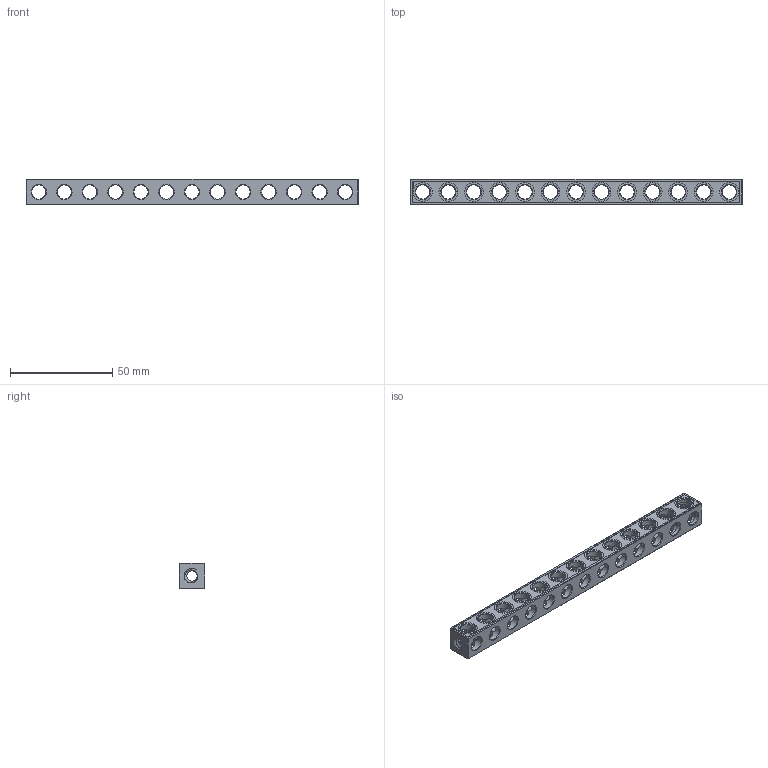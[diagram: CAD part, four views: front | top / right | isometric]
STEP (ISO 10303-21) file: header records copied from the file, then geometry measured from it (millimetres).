
FILE_DESCRIPTION(('FreeCAD Model'),'2;1');
FILE_NAME('Open CASCADE Shape Model','2021-07-01T22:46:03',( 'Paulo Kiefe'),('STEMFIE.org'),'Open CASCADE STEP processor 7.4', 'FreeCAD','Unknown');
FILE_SCHEMA(('AUTOMOTIVE_DESIGN { 1 0 10303 214 1 1 1 1 }'));
Products named in the file (1): Beam_STR_ESS_ERHRH_DE_BU13x01x01_-_SPN-BEM-0812_(stemfie.org)
Bounding box: 162.5 x 12.5 x 12.5 mm (x, y, z)
Volume: 12821.5 mm3; surface area: 11865.8 mm2
Topology: 1 solids, 1 shells, 685 faces, 2082 edges, 1394 vertices
Faces by surface type: plane 358, extrusion 156, cylinder 83, cone 52, bspline 36
Full cylindrical faces by diameter (mm): 7 x68, 9.2 x13
Entity records: 90282 total; most frequent: CARTESIAN_POINT 51799, DIRECTION 6005, ORIENTED_EDGE 4164, PCURVE 4164, DEFINITIONAL_REPRESENTATION 4164, VECTOR 4150, LINE 3994, EDGE_CURVE 2082
